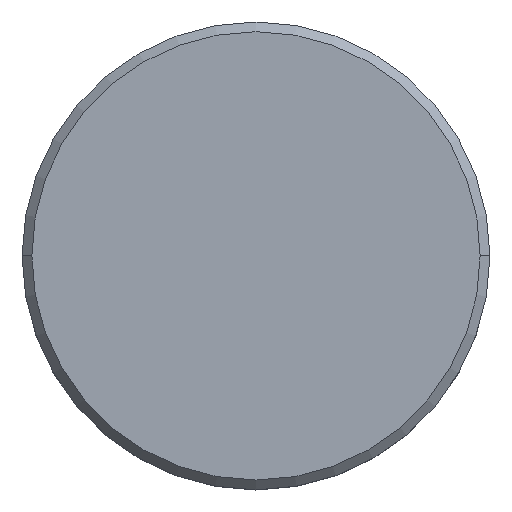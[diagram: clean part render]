
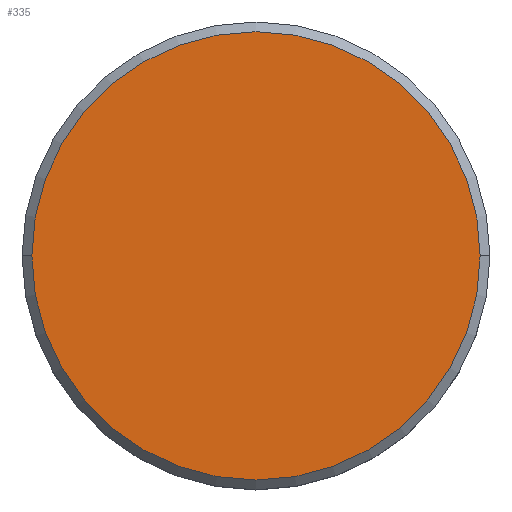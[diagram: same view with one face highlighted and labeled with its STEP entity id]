
A CAD part, top view. The second image highlights one B-rep face of the part: STEP entity #335.
In plain terms, the highlighted planar face has unit normal (0, 0, 1).
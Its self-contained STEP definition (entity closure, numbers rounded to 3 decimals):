
#31 = EDGE_CURVE ( 'NONE', #43, #195, #448, .T. ) ;
#43 = VERTEX_POINT ( 'NONE', #843 ) ;
#47 = ORIENTED_EDGE ( 'NONE', *, *, #184, .T. ) ;
#82 = CARTESIAN_POINT ( 'NONE',  ( 0., 0., 0. ) ) ;
#184 = EDGE_CURVE ( 'NONE', #195, #43, #356, .T. ) ;
#185 = DIRECTION ( 'NONE',  ( 0., 0., 1. ) ) ;
#195 = VERTEX_POINT ( 'NONE', #766 ) ;
#297 = DIRECTION ( 'NONE',  ( 1., 0., 0. ) ) ;
#335 = ADVANCED_FACE ( 'NONE', ( #555 ), #1035, .T. ) ;
#356 = CIRCLE ( 'NONE', #649, 11.5 ) ;
#386 = CARTESIAN_POINT ( 'NONE',  ( 0., 0., 0. ) ) ;
#397 = AXIS2_PLACEMENT_3D ( 'NONE', #82, #876, #640 ) ;
#448 = CIRCLE ( 'NONE', #546, 11.5 ) ;
#513 = DIRECTION ( 'NONE',  ( 1., 0., 0. ) ) ;
#546 = AXIS2_PLACEMENT_3D ( 'NONE', #896, #185, #513 ) ;
#555 = FACE_OUTER_BOUND ( 'NONE', #845, .T. ) ;
#640 = DIRECTION ( 'NONE',  ( 1., 0., 0. ) ) ;
#649 = AXIS2_PLACEMENT_3D ( 'NONE', #386, #1008, #297 ) ;
#766 = CARTESIAN_POINT ( 'NONE',  ( 11.5, 0., 0. ) ) ;
#843 = CARTESIAN_POINT ( 'NONE',  ( -11.5, 0., 0. ) ) ;
#845 = EDGE_LOOP ( 'NONE', ( #1036, #47 ) ) ;
#876 = DIRECTION ( 'NONE',  ( 0., 0., 1. ) ) ;
#896 = CARTESIAN_POINT ( 'NONE',  ( 0., 0., 0. ) ) ;
#1008 = DIRECTION ( 'NONE',  ( 0., 0., 1. ) ) ;
#1035 = PLANE ( 'NONE',  #397 ) ;
#1036 = ORIENTED_EDGE ( 'NONE', *, *, #31, .T. ) ;
